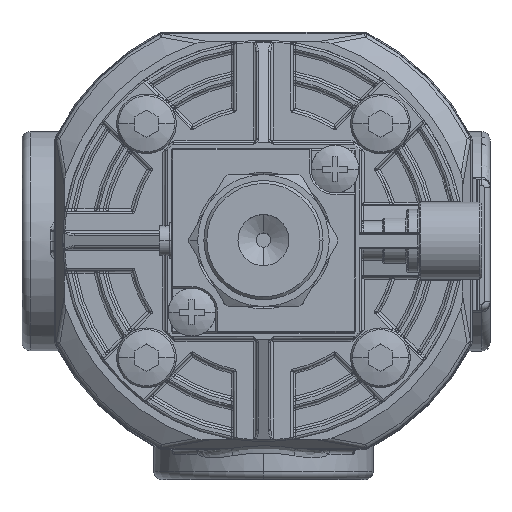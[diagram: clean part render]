
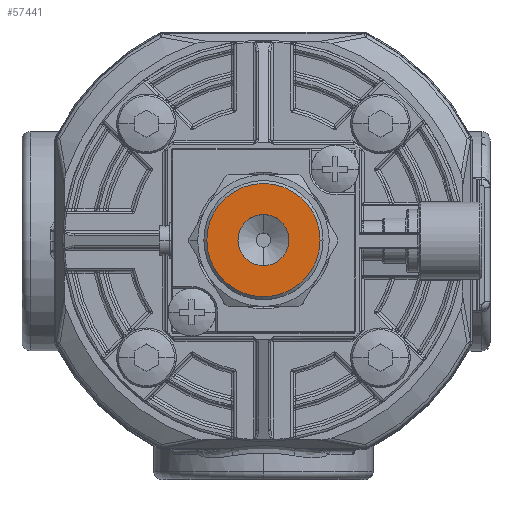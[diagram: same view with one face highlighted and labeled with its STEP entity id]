
A CAD part, top view. The second image highlights one B-rep face of the part: STEP entity #57441.
In plain terms, the highlighted planar face has unit normal (0, 0, 1).
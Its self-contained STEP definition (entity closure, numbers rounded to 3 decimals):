
#7829 = CARTESIAN_POINT ( 'NONE',  ( 0., 0., 110.898 ) ) ;
#8317 = DIRECTION ( 'NONE',  ( 1., 0., 0. ) ) ;
#13880 = DIRECTION ( 'NONE',  ( 0., 0., 1. ) ) ;
#14574 = DIRECTION ( 'NONE',  ( 0., 0., -1. ) ) ;
#17536 = CARTESIAN_POINT ( 'NONE',  ( 0., 0., 110.898 ) ) ;
#18419 = EDGE_CURVE ( 'NONE', #88559, #90553, #65555, .T. ) ;
#18483 = DIRECTION ( 'NONE',  ( 0., 0., -1. ) ) ;
#19138 = VERTEX_POINT ( 'NONE', #75064 ) ;
#21341 = AXIS2_PLACEMENT_3D ( 'NONE', #79057, #80016, #73329 ) ;
#23640 = CIRCLE ( 'NONE', #76847, 9.498 ) ;
#24495 = AXIS2_PLACEMENT_3D ( 'NONE', #17536, #18483, #47555 ) ;
#25517 = CARTESIAN_POINT ( 'NONE',  ( 0., 4.282, 110.898 ) ) ;
#32658 = ORIENTED_EDGE ( 'NONE', *, *, #79121, .T. ) ;
#33125 = CARTESIAN_POINT ( 'NONE',  ( 0., -4.282, 110.898 ) ) ;
#34423 = DIRECTION ( 'NONE',  ( 1., 0., 0. ) ) ;
#35799 = EDGE_CURVE ( 'NONE', #90553, #88559, #36623, .T. ) ;
#36623 = CIRCLE ( 'NONE', #54792, 4.282 ) ;
#38357 = AXIS2_PLACEMENT_3D ( 'NONE', #7829, #88270, #8317 ) ;
#41511 = EDGE_LOOP ( 'NONE', ( #32658, #50257 ) ) ;
#42902 = CIRCLE ( 'NONE', #38357, 9.498 ) ;
#43652 = DIRECTION ( 'NONE',  ( 0., -1., 0. ) ) ;
#44296 = PLANE ( 'NONE',  #21341 ) ;
#44796 = FACE_BOUND ( 'NONE', #85285, .T. ) ;
#47555 = DIRECTION ( 'NONE',  ( 0., -1., 0. ) ) ;
#49389 = ORIENTED_EDGE ( 'NONE', *, *, #35799, .T. ) ;
#49882 = CARTESIAN_POINT ( 'NONE',  ( -9.498, 0., 110.898 ) ) ;
#50257 = ORIENTED_EDGE ( 'NONE', *, *, #61223, .T. ) ;
#54792 = AXIS2_PLACEMENT_3D ( 'NONE', #79823, #14574, #43652 ) ;
#56285 = CARTESIAN_POINT ( 'NONE',  ( 0., 0., 110.898 ) ) ;
#57441 = ADVANCED_FACE ( 'NONE', ( #80461, #44796 ), #44296, .F. ) ;
#61223 = EDGE_CURVE ( 'NONE', #19138, #65065, #42902, .T. ) ;
#65065 = VERTEX_POINT ( 'NONE', #49882 ) ;
#65555 = CIRCLE ( 'NONE', #24495, 4.282 ) ;
#73329 = DIRECTION ( 'NONE',  ( 0., -1., 0. ) ) ;
#75064 = CARTESIAN_POINT ( 'NONE',  ( 9.498, 0., 110.898 ) ) ;
#76847 = AXIS2_PLACEMENT_3D ( 'NONE', #56285, #13880, #34423 ) ;
#79057 = CARTESIAN_POINT ( 'NONE',  ( 0., 0., 110.898 ) ) ;
#79121 = EDGE_CURVE ( 'NONE', #65065, #19138, #23640, .T. ) ;
#79823 = CARTESIAN_POINT ( 'NONE',  ( 0., 0., 110.898 ) ) ;
#80016 = DIRECTION ( 'NONE',  ( 0., 0., -1. ) ) ;
#80461 = FACE_OUTER_BOUND ( 'NONE', #41511, .T. ) ;
#84371 = ORIENTED_EDGE ( 'NONE', *, *, #18419, .T. ) ;
#85285 = EDGE_LOOP ( 'NONE', ( #49389, #84371 ) ) ;
#88270 = DIRECTION ( 'NONE',  ( 0., 0., 1. ) ) ;
#88559 = VERTEX_POINT ( 'NONE', #25517 ) ;
#90553 = VERTEX_POINT ( 'NONE', #33125 ) ;
